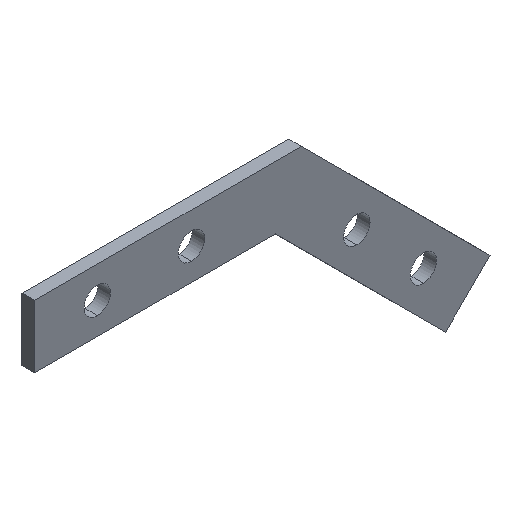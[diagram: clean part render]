
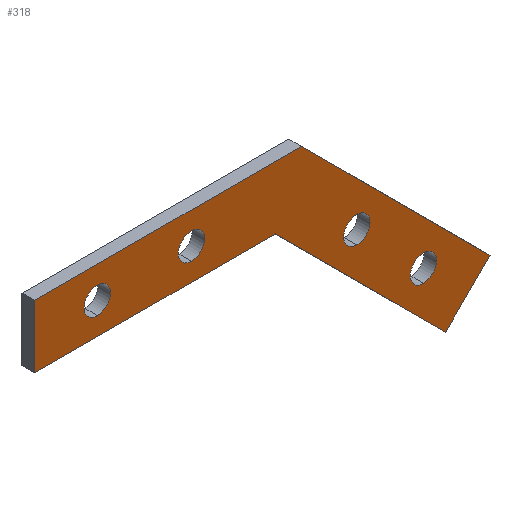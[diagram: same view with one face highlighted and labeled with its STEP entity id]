
A CAD part, isometric view. The second image highlights one B-rep face of the part: STEP entity #318.
In plain terms, the highlighted planar face has unit normal (0, -1, 0).
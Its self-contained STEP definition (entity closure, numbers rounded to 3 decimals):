
#4 = EDGE_CURVE ( 'NONE', #592, #458, #456, .T. ) ;
#5 = EDGE_CURVE ( 'NONE', #579, #419, #483, .T. ) ;
#6 = EDGE_CURVE ( 'NONE', #586, #413, #485, .T. ) ;
#7 = EDGE_CURVE ( 'NONE', #452, #596, #486, .T. ) ;
#37 = AXIS2_PLACEMENT_3D ( 'NONE', #193, #194, #186 ) ;
#43 = EDGE_CURVE ( 'NONE', #576, #593, #496, .T. ) ;
#58 = AXIS2_PLACEMENT_3D ( 'NONE', #198, #189, #187 ) ;
#59 = EDGE_CURVE ( 'NONE', #419, #579, #508, .T. ) ;
#60 = AXIS2_PLACEMENT_3D ( 'NONE', #236, #235, #234 ) ;
#62 = AXIS2_PLACEMENT_3D ( 'NONE', #255, #254, #253 ) ;
#63 = AXIS2_PLACEMENT_3D ( 'NONE', #261, #260, #259 ) ;
#67 = AXIS2_PLACEMENT_3D ( 'NONE', #291, #290, #289 ) ;
#68 = AXIS2_PLACEMENT_3D ( 'NONE', #294, #293, #292 ) ;
#69 = AXIS2_PLACEMENT_3D ( 'NONE', #297, #296, #295 ) ;
#70 = AXIS2_PLACEMENT_3D ( 'NONE', #300, #299, #298 ) ;
#74 = EDGE_CURVE ( 'NONE', #596, #452, #330, .T. ) ;
#75 = EDGE_CURVE ( 'NONE', #593, #532, #332, .T. ) ;
#79 = EDGE_CURVE ( 'NONE', #532, #531, #338, .T. ) ;
#81 = EDGE_CURVE ( 'NONE', #458, #592, #335, .T. ) ;
#83 = EDGE_CURVE ( 'NONE', #531, #534, #345, .T. ) ;
#86 = EDGE_CURVE ( 'NONE', #534, #580, #351, .T. ) ;
#89 = EDGE_CURVE ( 'NONE', #580, #576, #357, .T. ) ;
#92 = EDGE_CURVE ( 'NONE', #413, #586, #363, .T. ) ;
#136 = CARTESIAN_POINT ( 'NONE',  ( 19.445, 0., -28.617 ) ) ;
#138 = CARTESIAN_POINT ( 'NONE',  ( 30.052, 0., -30.052 ) ) ;
#141 = CARTESIAN_POINT ( 'NONE',  ( 8.839, 0., -13.81 ) ) ;
#145 = CARTESIAN_POINT ( 'NONE',  ( -32.5, 0., -2.9 ) ) ;
#147 = CARTESIAN_POINT ( 'NONE',  ( -42.5, 0., 0. ) ) ;
#149 = CARTESIAN_POINT ( 'NONE',  ( 0., 0., 0. ) ) ;
#150 = CARTESIAN_POINT ( 'NONE',  ( 22.981, 0., -37.123 ) ) ;
#152 = CARTESIAN_POINT ( 'NONE',  ( -42.5, 0., -10. ) ) ;
#154 = CARTESIAN_POINT ( 'NONE',  ( -17.5, 0., -2.9 ) ) ;
#161 = CARTESIAN_POINT ( 'NONE',  ( -4.142, 0., -10. ) ) ;
#162 = CARTESIAN_POINT ( 'NONE',  ( 19.445, 0., -24.417 ) ) ;
#164 = CARTESIAN_POINT ( 'NONE',  ( -32.5, 0., -7.1 ) ) ;
#170 = CARTESIAN_POINT ( 'NONE',  ( 8.839, 0., -18.01 ) ) ;
#172 = CARTESIAN_POINT ( 'NONE',  ( -17.5, 0., -7.1 ) ) ;
#186 = DIRECTION ( 'NONE',  ( 0., 0., 1. ) ) ;
#187 = DIRECTION ( 'NONE',  ( 0., 0., 1. ) ) ;
#189 = DIRECTION ( 'NONE',  ( 0., 1., 0. ) ) ;
#191 = PLANE ( 'NONE',  #37 ) ;
#193 = CARTESIAN_POINT ( 'NONE',  ( 30.052, 0., -30.052 ) ) ;
#194 = DIRECTION ( 'NONE',  ( 0., 1., 0. ) ) ;
#198 = CARTESIAN_POINT ( 'NONE',  ( 8.839, 0., -15.91 ) ) ;
#220 = DIRECTION ( 'NONE',  ( 1., 0., 0. ) ) ;
#221 = CARTESIAN_POINT ( 'NONE',  ( 0., 0., 0. ) ) ;
#226 = DIRECTION ( 'NONE',  ( 0., 0., 1. ) ) ;
#227 = CARTESIAN_POINT ( 'NONE',  ( -42.5, 0., 0. ) ) ;
#232 = DIRECTION ( 'NONE',  ( -1., 0., 0. ) ) ;
#233 = CARTESIAN_POINT ( 'NONE',  ( -42.5, 0., -10. ) ) ;
#234 = DIRECTION ( 'NONE',  ( 0., 0., 1. ) ) ;
#235 = DIRECTION ( 'NONE',  ( 0., 1., 0. ) ) ;
#236 = CARTESIAN_POINT ( 'NONE',  ( -32.5, 0., -5. ) ) ;
#244 = DIRECTION ( 'NONE',  ( -0.707, 0., 0.707 ) ) ;
#245 = CARTESIAN_POINT ( 'NONE',  ( -4.142, 0., -10. ) ) ;
#253 = DIRECTION ( 'NONE',  ( 0., 0., 1. ) ) ;
#254 = DIRECTION ( 'NONE',  ( 0., 1., 0. ) ) ;
#255 = CARTESIAN_POINT ( 'NONE',  ( 19.445, 0., -26.517 ) ) ;
#258 = CARTESIAN_POINT ( 'NONE',  ( 22.981, 0., -37.123 ) ) ;
#259 = DIRECTION ( 'NONE',  ( 0., 0., 1. ) ) ;
#260 = DIRECTION ( 'NONE',  ( 0., 1., 0. ) ) ;
#261 = CARTESIAN_POINT ( 'NONE',  ( -17.5, 0., -5. ) ) ;
#263 = DIRECTION ( 'NONE',  ( -0.707, 0., -0.707 ) ) ;
#275 = DIRECTION ( 'NONE',  ( 0.707, 0., -0.707 ) ) ;
#281 = CARTESIAN_POINT ( 'NONE',  ( 30.052, 0., -30.052 ) ) ;
#289 = DIRECTION ( 'NONE',  ( 0., 0., 1. ) ) ;
#290 = DIRECTION ( 'NONE',  ( 0., 1., 0. ) ) ;
#291 = CARTESIAN_POINT ( 'NONE',  ( 19.445, 0., -26.517 ) ) ;
#292 = DIRECTION ( 'NONE',  ( 0., 0., 1. ) ) ;
#293 = DIRECTION ( 'NONE',  ( 0., 1., 0. ) ) ;
#294 = CARTESIAN_POINT ( 'NONE',  ( 8.839, 0., -15.91 ) ) ;
#295 = DIRECTION ( 'NONE',  ( 0., 0., 1. ) ) ;
#296 = DIRECTION ( 'NONE',  ( 0., 1., 0. ) ) ;
#297 = CARTESIAN_POINT ( 'NONE',  ( -17.5, 0., -5. ) ) ;
#298 = DIRECTION ( 'NONE',  ( 0., 0., 1. ) ) ;
#299 = DIRECTION ( 'NONE',  ( 0., 1., 0. ) ) ;
#300 = CARTESIAN_POINT ( 'NONE',  ( -32.5, 0., -5. ) ) ;
#318 = ADVANCED_FACE ( 'NONE', ( #386, #520, #387, #388, #389 ), #191, .F. ) ;
#330 = CIRCLE ( 'NONE', #62, 2.1 ) ;
#332 = LINE ( 'NONE', #258, #334 ) ;
#334 = VECTOR ( 'NONE', #263, 1000. ) ;
#335 = CIRCLE ( 'NONE', #60, 2.1 ) ;
#338 = LINE ( 'NONE', #245, #341 ) ;
#341 = VECTOR ( 'NONE', #244, 1000. ) ;
#345 = LINE ( 'NONE', #233, #348 ) ;
#348 = VECTOR ( 'NONE', #232, 1000. ) ;
#351 = LINE ( 'NONE', #227, #354 ) ;
#354 = VECTOR ( 'NONE', #226, 1000. ) ;
#357 = LINE ( 'NONE', #221, #360 ) ;
#360 = VECTOR ( 'NONE', #220, 1000. ) ;
#363 = CIRCLE ( 'NONE', #58, 2.1 ) ;
#386 = FACE_BOUND ( 'NONE', #543, .T. ) ;
#387 = FACE_BOUND ( 'NONE', #551, .T. ) ;
#388 = FACE_BOUND ( 'NONE', #547, .T. ) ;
#389 = FACE_OUTER_BOUND ( 'NONE', #557, .T. ) ;
#413 = VERTEX_POINT ( 'NONE', #170 ) ;
#419 = VERTEX_POINT ( 'NONE', #172 ) ;
#435 = ORIENTED_EDGE ( 'NONE', *, *, #75, .F. ) ;
#437 = ORIENTED_EDGE ( 'NONE', *, *, #79, .F. ) ;
#438 = ORIENTED_EDGE ( 'NONE', *, *, #83, .F. ) ;
#439 = ORIENTED_EDGE ( 'NONE', *, *, #86, .F. ) ;
#440 = ORIENTED_EDGE ( 'NONE', *, *, #89, .F. ) ;
#441 = ORIENTED_EDGE ( 'NONE', *, *, #43, .F. ) ;
#442 = ORIENTED_EDGE ( 'NONE', *, *, #74, .T. ) ;
#443 = ORIENTED_EDGE ( 'NONE', *, *, #7, .T. ) ;
#444 = ORIENTED_EDGE ( 'NONE', *, *, #92, .T. ) ;
#446 = ORIENTED_EDGE ( 'NONE', *, *, #6, .T. ) ;
#447 = ORIENTED_EDGE ( 'NONE', *, *, #59, .T. ) ;
#448 = ORIENTED_EDGE ( 'NONE', *, *, #5, .T. ) ;
#449 = ORIENTED_EDGE ( 'NONE', *, *, #81, .T. ) ;
#450 = ORIENTED_EDGE ( 'NONE', *, *, #4, .T. ) ;
#452 = VERTEX_POINT ( 'NONE', #162 ) ;
#456 = CIRCLE ( 'NONE', #70, 2.1 ) ;
#458 = VERTEX_POINT ( 'NONE', #164 ) ;
#483 = CIRCLE ( 'NONE', #69, 2.1 ) ;
#485 = CIRCLE ( 'NONE', #68, 2.1 ) ;
#486 = CIRCLE ( 'NONE', #67, 2.1 ) ;
#496 = LINE ( 'NONE', #281, #501 ) ;
#501 = VECTOR ( 'NONE', #275, 1000. ) ;
#508 = CIRCLE ( 'NONE', #63, 2.1 ) ;
#520 = FACE_BOUND ( 'NONE', #562, .T. ) ;
#531 = VERTEX_POINT ( 'NONE', #161 ) ;
#532 = VERTEX_POINT ( 'NONE', #150 ) ;
#534 = VERTEX_POINT ( 'NONE', #152 ) ;
#543 = EDGE_LOOP ( 'NONE', ( #450, #449 ) ) ;
#547 = EDGE_LOOP ( 'NONE', ( #443, #442 ) ) ;
#551 = EDGE_LOOP ( 'NONE', ( #446, #444 ) ) ;
#557 = EDGE_LOOP ( 'NONE', ( #441, #440, #439, #438, #437, #435 ) ) ;
#562 = EDGE_LOOP ( 'NONE', ( #448, #447 ) ) ;
#576 = VERTEX_POINT ( 'NONE', #149 ) ;
#579 = VERTEX_POINT ( 'NONE', #154 ) ;
#580 = VERTEX_POINT ( 'NONE', #147 ) ;
#586 = VERTEX_POINT ( 'NONE', #141 ) ;
#592 = VERTEX_POINT ( 'NONE', #145 ) ;
#593 = VERTEX_POINT ( 'NONE', #138 ) ;
#596 = VERTEX_POINT ( 'NONE', #136 ) ;
